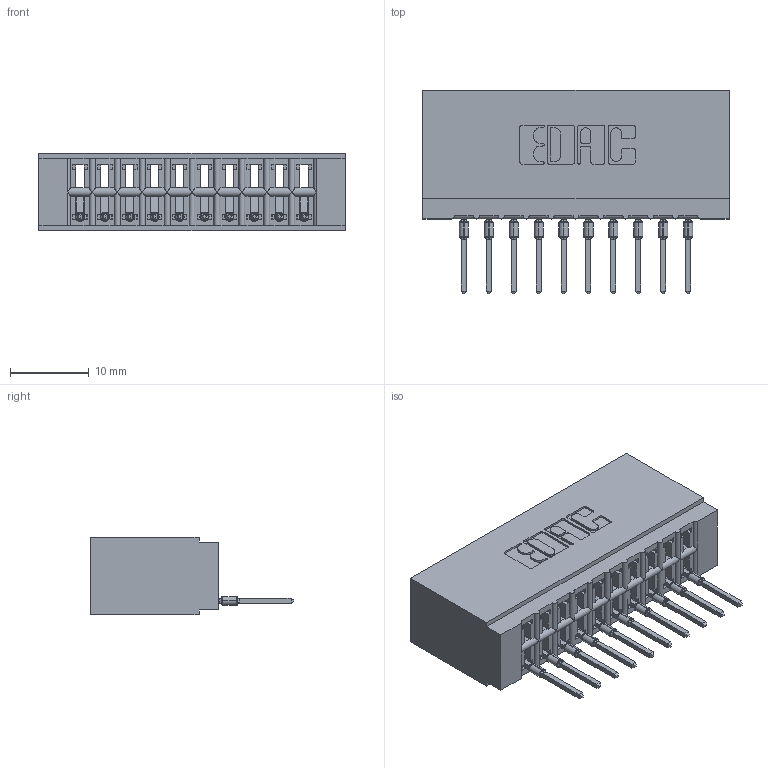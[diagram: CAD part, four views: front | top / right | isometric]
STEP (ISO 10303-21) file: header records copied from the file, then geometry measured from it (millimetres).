
FILE_DESCRIPTION (( 'STEP AP203' ), '1' );
FILE_NAME ('746-010-527-101.STEP', '2026-02-27T16:27:48', ( '' ), ( '' ), 'SwSTEP 2.0', 'SolidWorks 2023', '' );
FILE_SCHEMA (( 'CONFIG_CONTROL_DESIGN' ));
Length unit declared in the file: millimetre
Products named in the file (3): 746-010-527-101; 746-292-001_527; 746 Part_.515 Slot Depth - 01
Assembly tree (11 placements, depth 2):
  746-010-527-101
    746 Part_.515 Slot Depth - 01
    746-292-001_527  x10
Bounding box: 38.99 x 25.9 x 9.91 mm (x, y, z)
Volume: 4302.4 mm3; surface area: 5895.1 mm2
Topology: 11 solids, 11 shells, 1177 faces, 3333 edges, 2145 vertices
Faces by surface type: plane 685, cylinder 232, bspline 200, torus 60
Entity records: 19625 total; most frequent: CARTESIAN_POINT 4235, ORIENTED_EDGE 3336, DIRECTION 2820, EDGE_CURVE 1668, LINE 1384, VECTOR 1384, VERTEX_POINT 1101, AXIS2_PLACEMENT_3D 718
